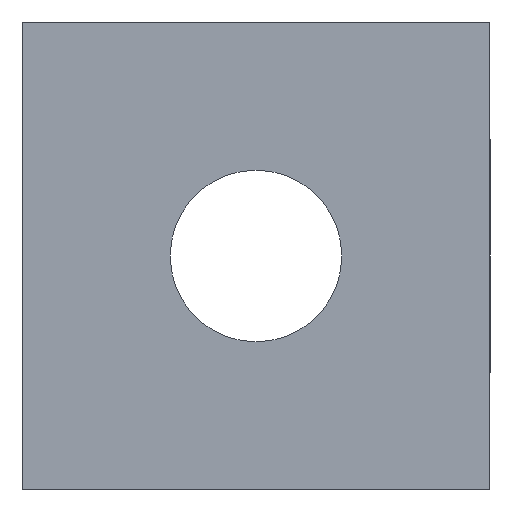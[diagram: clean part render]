
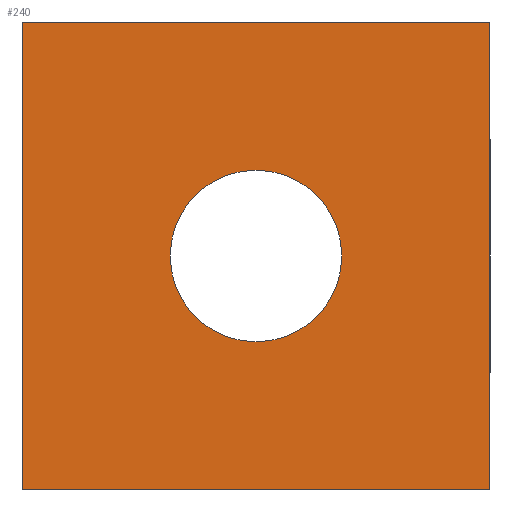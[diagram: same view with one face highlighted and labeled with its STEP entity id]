
A CAD part, front view. The second image highlights one B-rep face of the part: STEP entity #240.
In plain terms, the highlighted planar face has unit normal (0, -1, 0).
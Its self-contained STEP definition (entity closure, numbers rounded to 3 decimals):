
#3 = ORIENTED_EDGE ( 'NONE', *, *, #369, .F. ) ;
#4 = ORIENTED_EDGE ( 'NONE', *, *, #382, .T. ) ;
#6 = ORIENTED_EDGE ( 'NONE', *, *, #363, .T. ) ;
#12 = EDGE_LOOP ( 'NONE', ( #4, #6 ) ) ;
#14 = CIRCLE ( 'NONE', #41, 1.65 ) ;
#15 = LINE ( 'NONE', #100, #16 ) ;
#16 = VECTOR ( 'NONE', #99, 1000. ) ;
#41 = AXIS2_PLACEMENT_3D ( 'NONE', #90, #87, #85 ) ;
#54 = AXIS2_PLACEMENT_3D ( 'NONE', #141, #140, #139 ) ;
#57 = AXIS2_PLACEMENT_3D ( 'NONE', #191, #180, #179 ) ;
#85 = DIRECTION ( 'NONE',  ( 0., 0., 1. ) ) ;
#87 = DIRECTION ( 'NONE',  ( 0., 1., 0. ) ) ;
#90 = CARTESIAN_POINT ( 'NONE',  ( 0., 0., 0. ) ) ;
#99 = DIRECTION ( 'NONE',  ( -1., 0., 0. ) ) ;
#100 = CARTESIAN_POINT ( 'NONE',  ( -4.5, 0., -4.5 ) ) ;
#102 = CARTESIAN_POINT ( 'NONE',  ( 4.5, 0., 4.5 ) ) ;
#104 = DIRECTION ( 'NONE',  ( 1., 0., 0. ) ) ;
#105 = CARTESIAN_POINT ( 'NONE',  ( -4.5, 0., 4.5 ) ) ;
#110 = DIRECTION ( 'NONE',  ( 0., 0., -1. ) ) ;
#123 = DIRECTION ( 'NONE',  ( 0., 0., 1. ) ) ;
#125 = CARTESIAN_POINT ( 'NONE',  ( -4.5, 0., 4.5 ) ) ;
#139 = DIRECTION ( 'NONE',  ( 0., 0., 1. ) ) ;
#140 = DIRECTION ( 'NONE',  ( 0., 1., 0. ) ) ;
#141 = CARTESIAN_POINT ( 'NONE',  ( 0., 0., 0. ) ) ;
#152 = CARTESIAN_POINT ( 'NONE',  ( 4.5, 0., -4.5 ) ) ;
#155 = CARTESIAN_POINT ( 'NONE',  ( -4.5, 0., -4.5 ) ) ;
#156 = CARTESIAN_POINT ( 'NONE',  ( 4.5, 0., 4.5 ) ) ;
#158 = CARTESIAN_POINT ( 'NONE',  ( 0., 0., -1.65 ) ) ;
#159 = CARTESIAN_POINT ( 'NONE',  ( -4.5, 0., 4.5 ) ) ;
#163 = CARTESIAN_POINT ( 'NONE',  ( 0., 0., 1.65 ) ) ;
#179 = DIRECTION ( 'NONE',  ( 0., 0., -1. ) ) ;
#180 = DIRECTION ( 'NONE',  ( 0., -1., 0. ) ) ;
#185 = PLANE ( 'NONE',  #57 ) ;
#191 = CARTESIAN_POINT ( 'NONE',  ( -4.5, 0., -4.5 ) ) ;
#218 = LINE ( 'NONE', #105, #219 ) ;
#219 = VECTOR ( 'NONE', #104, 1000. ) ;
#221 = LINE ( 'NONE', #102, #286 ) ;
#240 = ADVANCED_FACE ( 'NONE', ( #320, #278 ), #185, .T. ) ;
#268 = ORIENTED_EDGE ( 'NONE', *, *, #379, .F. ) ;
#272 = VERTEX_POINT ( 'NONE', #158 ) ;
#273 = VERTEX_POINT ( 'NONE', #163 ) ;
#278 = FACE_OUTER_BOUND ( 'NONE', #302, .T. ) ;
#283 = CIRCLE ( 'NONE', #54, 1.65 ) ;
#284 = LINE ( 'NONE', #125, #316 ) ;
#286 = VECTOR ( 'NONE', #110, 1000. ) ;
#302 = EDGE_LOOP ( 'NONE', ( #3, #344, #268, #347 ) ) ;
#316 = VECTOR ( 'NONE', #123, 1000. ) ;
#320 = FACE_BOUND ( 'NONE', #12, .T. ) ;
#331 = VERTEX_POINT ( 'NONE', #159 ) ;
#333 = VERTEX_POINT ( 'NONE', #156 ) ;
#335 = VERTEX_POINT ( 'NONE', #155 ) ;
#336 = VERTEX_POINT ( 'NONE', #152 ) ;
#344 = ORIENTED_EDGE ( 'NONE', *, *, #381, .F. ) ;
#347 = ORIENTED_EDGE ( 'NONE', *, *, #376, .F. ) ;
#363 = EDGE_CURVE ( 'NONE', #272, #273, #283, .T. ) ;
#369 = EDGE_CURVE ( 'NONE', #335, #331, #284, .T. ) ;
#376 = EDGE_CURVE ( 'NONE', #331, #333, #218, .T. ) ;
#379 = EDGE_CURVE ( 'NONE', #333, #336, #221, .T. ) ;
#381 = EDGE_CURVE ( 'NONE', #336, #335, #15, .T. ) ;
#382 = EDGE_CURVE ( 'NONE', #273, #272, #14, .T. ) ;
